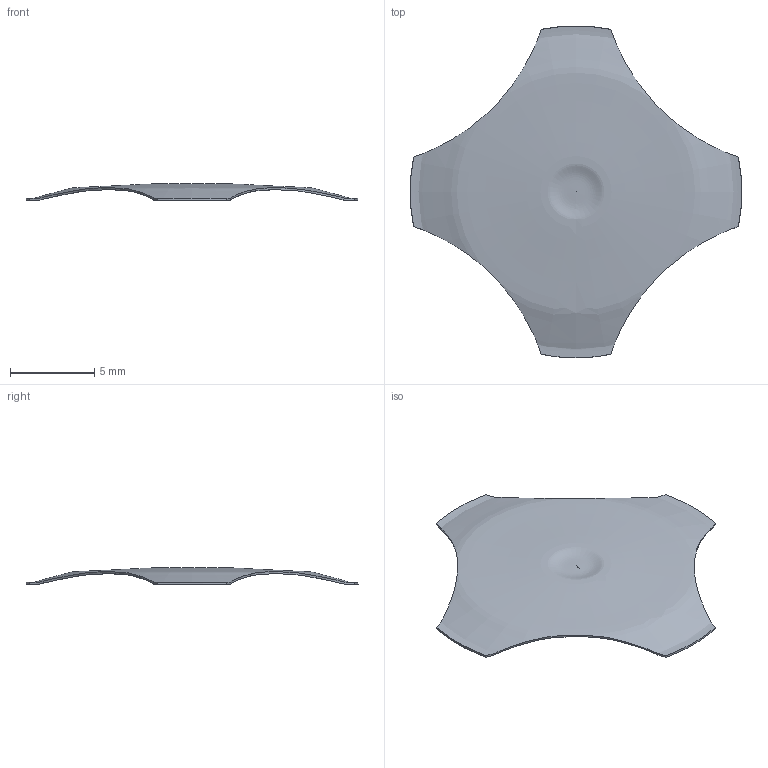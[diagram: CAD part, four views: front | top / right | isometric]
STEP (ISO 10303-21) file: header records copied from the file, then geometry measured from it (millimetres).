
FILE_DESCRIPTION(/* description */ (''),/* implementation_level */ '2;1');
FILE_NAME(/* name */ 'buttoncompliant v4.step',/* time_stamp */ '2024-01-14T13:34:45+08:00',/* author */ (''),/* organization */ (''),/* preprocessor_version */ 'ST-DEVELOPER v20',/* originating_system */ 'Autodesk Translation Framework v12.14.0.127',/* authorisation */ '');
FILE_SCHEMA (('AUTOMOTIVE_DESIGN { 1 0 10303 214 3 1 1 }'));
Length unit declared in the file: millimetre
Products named in the file (1): buttoncompliant
Bounding box: 19.64 x 19.66 x 0.98 mm (x, y, z)
Volume: 26.8 mm3; surface area: 455.2 mm2
Topology: 1 solids, 1 shells, 10 faces, 30 edges, 20 vertices
Faces by surface type: bspline 6, cone 4
Entity records: 3400 total; most frequent: CARTESIAN_POINT 3126, ORIENTED_EDGE 56, DIRECTION 38, EDGE_CURVE 28, VERTEX_POINT 20, AXIS2_PLACEMENT_3D 15, FACE_OUTER_BOUND 10, EDGE_LOOP 10
